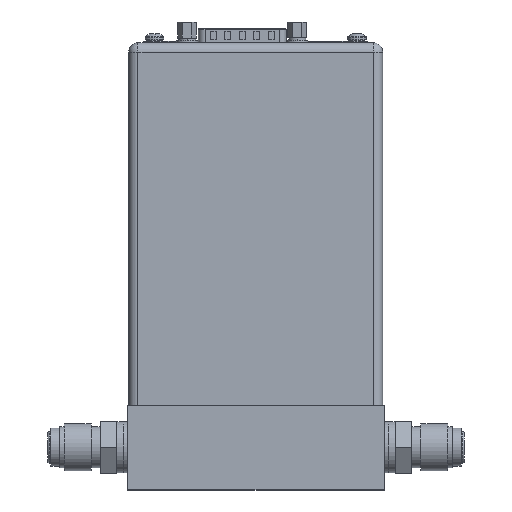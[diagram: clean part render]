
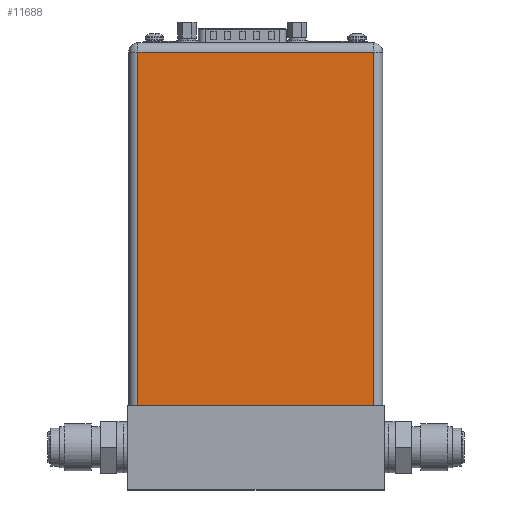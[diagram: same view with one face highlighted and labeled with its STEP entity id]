
A CAD part, top view. The second image highlights one B-rep face of the part: STEP entity #11688.
In plain terms, the highlighted planar face has unit normal (0, 0, 1).
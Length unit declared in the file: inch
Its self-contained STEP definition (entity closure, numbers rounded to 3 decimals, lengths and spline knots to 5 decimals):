
#9077=DIRECTION('',(1.,0.,0.));
#9078=VECTOR('',#9077,2.755);
#9079=CARTESIAN_POINT('',(-1.3775,0.,1.425));
#9080=LINE('',#9079,#9078);
#10283=DIRECTION('',(0.,-1.,0.));
#10284=VECTOR('',#10283,4.14);
#10285=CARTESIAN_POINT('',(1.3775,4.14,1.425));
#10286=LINE('',#10285,#10284);
#10290=DIRECTION('',(0.,-1.,0.));
#10291=VECTOR('',#10290,4.14);
#10292=CARTESIAN_POINT('',(-1.3775,4.14,1.425));
#10293=LINE('',#10292,#10291);
#10297=DIRECTION('',(1.,0.,0.));
#10298=VECTOR('',#10297,2.755);
#10299=CARTESIAN_POINT('',(-1.3775,4.14,1.425));
#10300=LINE('',#10299,#10298);
#10577=CARTESIAN_POINT('',(1.3775,0.,1.425));
#10579=VERTEX_POINT('',#10577);
#10580=CARTESIAN_POINT('',(1.3775,4.14,1.425));
#10581=VERTEX_POINT('',#10580);
#10602=CARTESIAN_POINT('',(-1.3775,0.,1.425));
#10604=VERTEX_POINT('',#10602);
#10606=CARTESIAN_POINT('',(-1.3775,4.14,1.425));
#10607=VERTEX_POINT('',#10606);
#11675=CARTESIAN_POINT('',(-1.4875,0.,1.425));
#11676=DIRECTION('',(0.,0.,1.));
#11677=DIRECTION('',(1.,0.,0.));
#11678=AXIS2_PLACEMENT_3D('',#11675,#11676,#11677);
#11679=PLANE('',#11678);
#11680=ORIENTED_EDGE('',*,*,#11667,.T.);
#11681=ORIENTED_EDGE('',*,*,#10635,.F.);
#11683=ORIENTED_EDGE('',*,*,#11682,.F.);
#11685=ORIENTED_EDGE('',*,*,#11684,.T.);
#11686=EDGE_LOOP('',(#11680,#11681,#11683,#11685));
#11687=FACE_OUTER_BOUND('',#11686,.F.);
#11688=ADVANCED_FACE('',(#11687),#11679,.T.);
#10635=EDGE_CURVE('',#10604,#10579,#9080,.T.);
#11667=EDGE_CURVE('',#10581,#10579,#10286,.T.);
#11682=EDGE_CURVE('',#10607,#10604,#10293,.T.);
#11684=EDGE_CURVE('',#10607,#10581,#10300,.T.);
